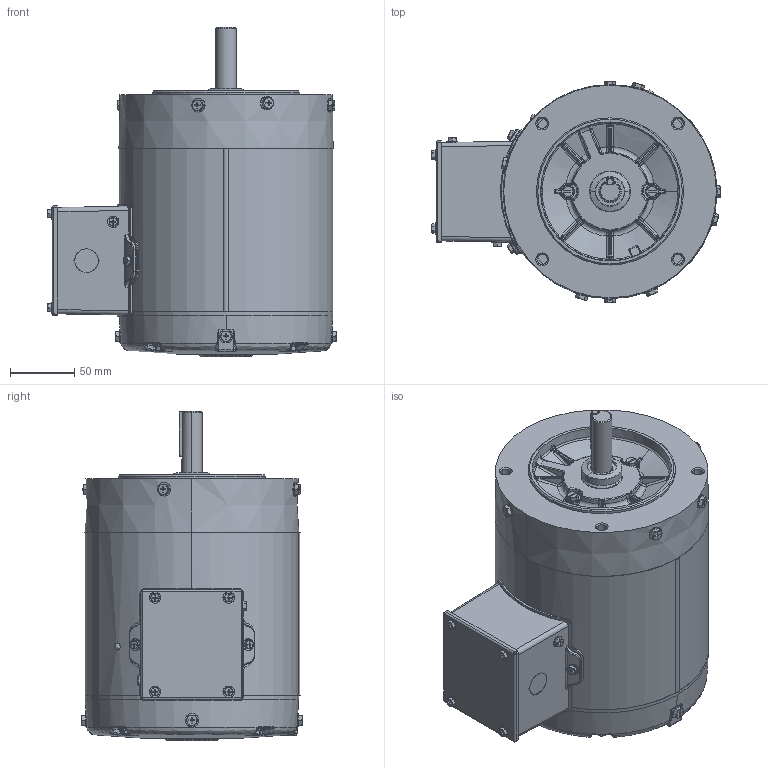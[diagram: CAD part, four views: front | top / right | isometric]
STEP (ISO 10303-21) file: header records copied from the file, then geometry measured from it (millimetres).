
FILE_DESCRIPTION (( 'STEP AP214' ), '1' );
FILE_NAME ('028834-500_Rev00_56C_0P5HP wo Front Bell COMPLETE A Coord.STEP', '2021-07-29T12:55:53', ( '' ), ( '' ), 'SwSTEP 2.0', 'SolidWorks 2017', '' );
FILE_SCHEMA (( 'AUTOMOTIVE_DESIGN' ));
Length unit declared in the file: inch
Products named in the file (1): 028834-500_Rev00_56C_0P5HP wo Front Bell COMPLETE A Coord
Bounding box: 224.21 x 171.55 x 255.46 mm (x, y, z)
Volume: 1004376.5 mm3; surface area: 442534.6 mm2
Topology: 43 solids, 44 shells, 3765 faces, 8917 edges, 5253 vertices
Faces by surface type: bspline 1569, plane 1130, cylinder 543, cone 429, torus 86, sphere 8
Entity records: 204336 total; most frequent: CARTESIAN_POINT 91434, ORIENTED_EDGE 17588, DIRECTION 12416, EDGE_CURVE 8794, VERTEX_POINT 5253, AXIS2_PLACEMENT_3D 4848, EDGE_LOOP 3989, ADVANCED_FACE 3765
